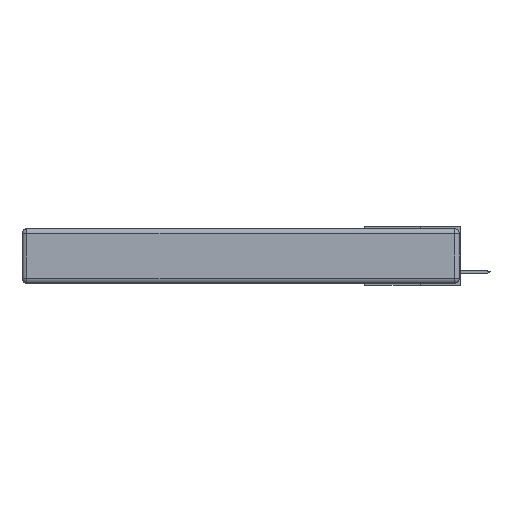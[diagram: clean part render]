
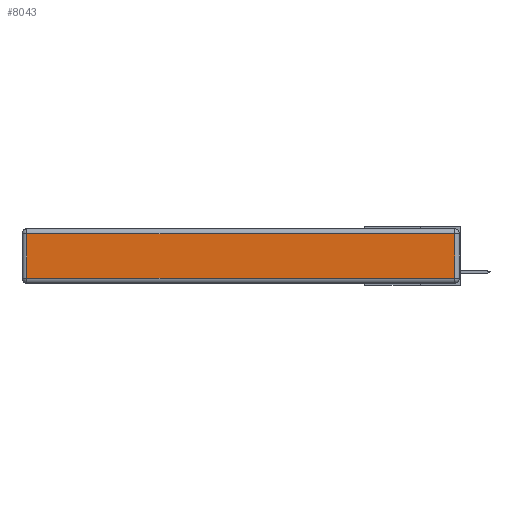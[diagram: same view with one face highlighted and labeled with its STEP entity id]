
A CAD part, left-side view. The second image highlights one B-rep face of the part: STEP entity #8043.
In plain terms, the highlighted planar face has unit normal (-1, 0, 0).
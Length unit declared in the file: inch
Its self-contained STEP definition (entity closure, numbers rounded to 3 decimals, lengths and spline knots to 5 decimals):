
#676 = ORIENTED_EDGE ( 'NONE', *, *, #11336, .T. ) ;
#1588 = EDGE_CURVE ( 'NONE', #2355, #14857, #9073, .T. ) ;
#2227 = EDGE_CURVE ( 'NONE', #14857, #23903, #16938, .T. ) ;
#2292 = EDGE_CURVE ( 'NONE', #19397, #2355, #15311, .T. ) ;
#2355 = VERTEX_POINT ( 'NONE', #14249 ) ;
#3408 = CARTESIAN_POINT ( 'NONE',  ( 0., 0.03, -0.313 ) ) ;
#5043 = CARTESIAN_POINT ( 'NONE',  ( 0., 2.72, -0.03 ) ) ;
#6283 = ORIENTED_EDGE ( 'NONE', *, *, #2227, .T. ) ;
#7610 = LINE ( 'NONE', #14687, #26072 ) ;
#7755 = FACE_OUTER_BOUND ( 'NONE', #20086, .T. ) ;
#8043 = ADVANCED_FACE ( 'NONE', ( #7755 ), #24763, .T. ) ;
#8183 = CARTESIAN_POINT ( 'NONE',  ( 0., 0., -0.343 ) ) ;
#9073 = LINE ( 'NONE', #23653, #17640 ) ;
#10689 = DIRECTION ( 'NONE',  ( 0., 0., 1. ) ) ;
#11336 = EDGE_CURVE ( 'NONE', #23903, #19397, #7610, .T. ) ;
#12429 = CARTESIAN_POINT ( 'NONE',  ( 0., 2.72, -0.343 ) ) ;
#13306 = VECTOR ( 'NONE', #27200, 39.37008 ) ;
#14249 = CARTESIAN_POINT ( 'NONE',  ( 0., 0.03, -0.03 ) ) ;
#14687 = CARTESIAN_POINT ( 'NONE',  ( 0., 0., -0.313 ) ) ;
#14857 = VERTEX_POINT ( 'NONE', #5043 ) ;
#15311 = LINE ( 'NONE', #23395, #23215 ) ;
#15943 = ORIENTED_EDGE ( 'NONE', *, *, #2292, .T. ) ;
#16454 = DIRECTION ( 'NONE',  ( -1., 0., 0. ) ) ;
#16719 = AXIS2_PLACEMENT_3D ( 'NONE', #8183, #16454, #18402 ) ;
#16938 = LINE ( 'NONE', #12429, #13306 ) ;
#17640 = VECTOR ( 'NONE', #21728, 39.37008 ) ;
#18402 = DIRECTION ( 'NONE',  ( 0., 0., 1. ) ) ;
#19397 = VERTEX_POINT ( 'NONE', #3408 ) ;
#20086 = EDGE_LOOP ( 'NONE', ( #676, #15943, #23201, #6283 ) ) ;
#21728 = DIRECTION ( 'NONE',  ( 0., 1., 0. ) ) ;
#23201 = ORIENTED_EDGE ( 'NONE', *, *, #1588, .T. ) ;
#23215 = VECTOR ( 'NONE', #10689, 39.37008 ) ;
#23395 = CARTESIAN_POINT ( 'NONE',  ( 0., 0.03, -0.343 ) ) ;
#23653 = CARTESIAN_POINT ( 'NONE',  ( 0., 2.75, -0.03 ) ) ;
#23903 = VERTEX_POINT ( 'NONE', #24884 ) ;
#24763 = PLANE ( 'NONE',  #16719 ) ;
#24884 = CARTESIAN_POINT ( 'NONE',  ( 0., 2.72, -0.313 ) ) ;
#25063 = DIRECTION ( 'NONE',  ( 0., -1., 0. ) ) ;
#26072 = VECTOR ( 'NONE', #25063, 39.37008 ) ;
#27200 = DIRECTION ( 'NONE',  ( 0., 0., -1. ) ) ;
